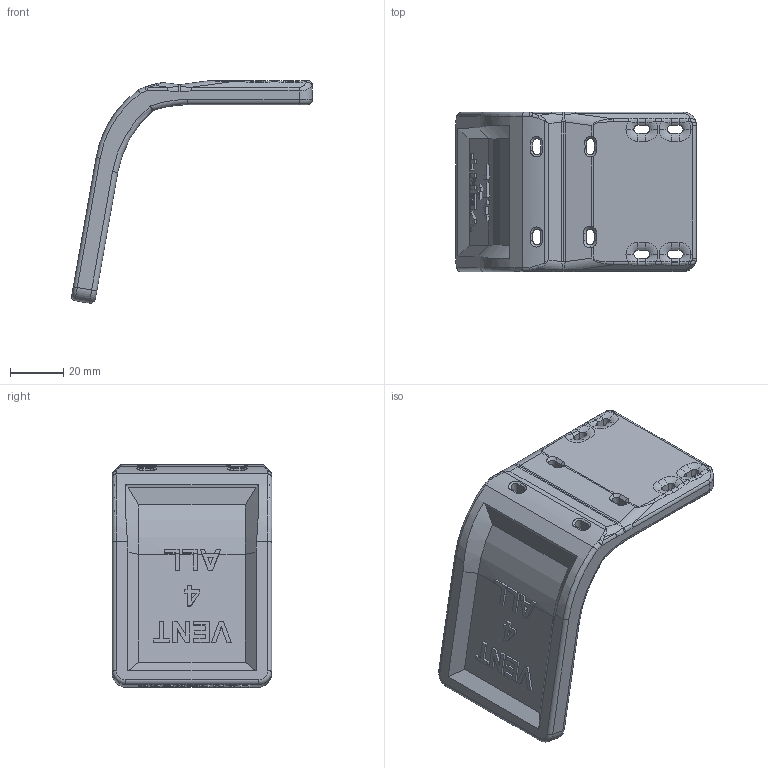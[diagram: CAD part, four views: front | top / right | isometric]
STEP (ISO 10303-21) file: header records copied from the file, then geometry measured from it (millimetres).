
FILE_DESCRIPTION (( 'STEP AP214' ), '1' );
FILE_NAME ('Vent4All_dooropener.STEP', '2020-03-25T12:22:39', ( 'user' ), ( '' ), 'SwSTEP 2.0', 'SolidWorks 2017', '' );
FILE_SCHEMA (( 'AUTOMOTIVE_DESIGN' ));
Length unit declared in the file: millimetre
Products named in the file (1): Vent4All_dooropener
Bounding box: 90.59 x 60 x 83.68 mm (x, y, z)
Volume: 62980.6 mm3; surface area: 22357.5 mm2
Topology: 1 solids, 1 shells, 805 faces, 2100 edges, 1310 vertices
Faces by surface type: plane 387, bspline 238, cylinder 114, torus 56, cone 10
Entity records: 36829 total; most frequent: CARTESIAN_POINT 19679, ORIENTED_EDGE 4184, DIRECTION 2532, EDGE_CURVE 2092, VERTEX_POINT 1310, B_SPLINE_CURVE_WITH_KNOTS 934, LINE 848, VECTOR 848
